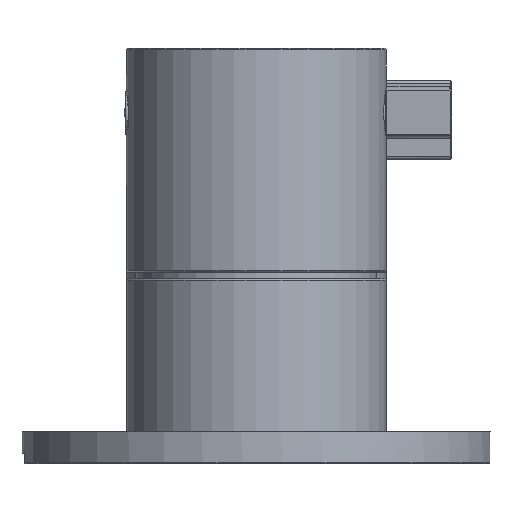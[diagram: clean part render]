
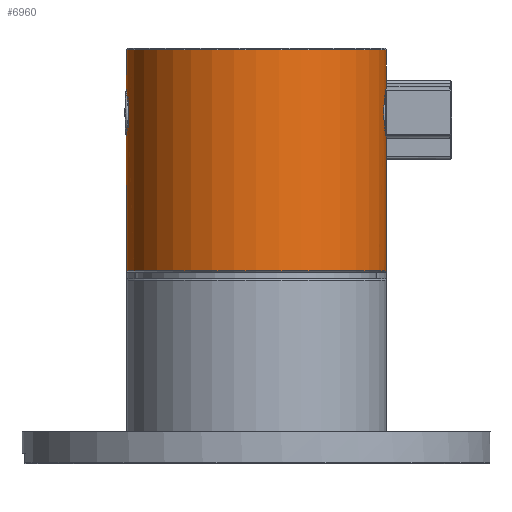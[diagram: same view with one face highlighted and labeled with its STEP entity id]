
A CAD part, front view. The second image highlights one B-rep face of the part: STEP entity #6960.
In plain terms, the highlighted cylindrical face has radius 20 mm (diameter 40 mm), a full revolution.
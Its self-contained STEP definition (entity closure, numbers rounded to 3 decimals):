
#1404=CYLINDRICAL_SURFACE('',#9363,20.);
#1582=CIRCLE('',#9362,20.);
#1583=CIRCLE('',#9364,20.);
#2381=ORIENTED_EDGE('',*,*,#4002,.T.);
#2382=ORIENTED_EDGE('',*,*,#3742,.F.);
#2383=ORIENTED_EDGE('',*,*,#4001,.T.);
#2384=ORIENTED_EDGE('',*,*,#3999,.T.);
#3742=EDGE_CURVE('',#5502,#5502,#4660,.T.);
#3999=EDGE_CURVE('',#5665,#5665,#4711,.T.);
#4001=EDGE_CURVE('',#5667,#5667,#1582,.T.);
#4002=EDGE_CURVE('',#5668,#5668,#1583,.T.);
#4660=B_SPLINE_CURVE_WITH_KNOTS('',3,(#11935,#11936,#11937,#11938,#11939,
#11940,#11941,#11942,#11943,#11944,#11945),.UNSPECIFIED.,.T.,.F.,(1,1,1,
1,1,1,1,1,1,1,1,1,1,1,1),(-0.008,-0.006,-0.003,
0.,0.003,0.006,0.008,0.011,
0.014,0.017,0.019,0.022,
0.025,0.028,0.031),.UNSPECIFIED.);
#4711=B_SPLINE_CURVE_WITH_KNOTS('',3,(#12724,#12725,#12726,#12727,#12728,
#12729,#12730,#12731,#12732,#12733,#12734),.UNSPECIFIED.,.T.,.F.,(1,1,1,
1,1,1,1,1,1,1,1,1,1,1,1),(-0.01,-0.006,-0.003,
0.,0.003,0.006,0.01,0.013,
0.016,0.019,0.022,0.025,0.029,
0.032,0.035),.UNSPECIFIED.);
#5013=EDGE_LOOP('',(#2381));
#5014=EDGE_LOOP('',(#2382));
#5015=EDGE_LOOP('',(#2383));
#5016=EDGE_LOOP('',(#2384));
#5502=VERTEX_POINT('',#11946);
#5665=VERTEX_POINT('',#12735);
#5667=VERTEX_POINT('',#12741);
#5668=VERTEX_POINT('',#12744);
#6319=FACE_BOUND('',#5013,.T.);
#6320=FACE_BOUND('',#5014,.T.);
#6321=FACE_BOUND('',#5015,.T.);
#6322=FACE_BOUND('',#5016,.T.);
#6960=ADVANCED_FACE('',(#6319,#6320,#6321,#6322),#1404,.T.);
#9362=AXIS2_PLACEMENT_3D('',#12740,#10493,#10494);
#9363=AXIS2_PLACEMENT_3D('',#12742,#10495,#10496);
#9364=AXIS2_PLACEMENT_3D('',#12743,#10497,#10498);
#10493=DIRECTION('',(0.,-1.,0.));
#10494=DIRECTION('',(-1.,0.,0.));
#10495=DIRECTION('',(0.,-1.,0.));
#10496=DIRECTION('',(-1.,0.,0.));
#10497=DIRECTION('',(0.,1.,0.));
#10498=DIRECTION('',(0.,0.,-1.));
#11935=CARTESIAN_POINT('',(2.784,21.719,-19.842));
#11936=CARTESIAN_POINT('',(-0.001,20.565,-20.079));
#11937=CARTESIAN_POINT('',(-2.782,21.72,-19.842));
#11938=CARTESIAN_POINT('',(-3.933,24.496,-19.602));
#11939=CARTESIAN_POINT('',(-2.784,27.28,-19.842));
#11940=CARTESIAN_POINT('',(0.001,28.435,-20.079));
#11941=CARTESIAN_POINT('',(2.782,27.28,-19.842));
#11942=CARTESIAN_POINT('',(3.933,24.504,-19.602));
#11943=CARTESIAN_POINT('',(2.784,21.719,-19.842));
#11944=CARTESIAN_POINT('',(-0.001,20.565,-20.079));
#11945=CARTESIAN_POINT('',(-2.782,21.72,-19.842));
#11946=CARTESIAN_POINT('',(0.,20.95,-20.));
#12724=CARTESIAN_POINT('',(3.172,27.676,19.795));
#12725=CARTESIAN_POINT('',(4.489,24.499,19.481));
#12726=CARTESIAN_POINT('',(3.172,21.326,19.795));
#12727=CARTESIAN_POINT('',(0.005,20.012,20.102));
#12728=CARTESIAN_POINT('',(-3.172,21.324,19.795));
#12729=CARTESIAN_POINT('',(-4.489,24.501,19.481));
#12730=CARTESIAN_POINT('',(-3.172,27.674,19.795));
#12731=CARTESIAN_POINT('',(-0.005,28.988,20.102));
#12732=CARTESIAN_POINT('',(3.172,27.676,19.795));
#12733=CARTESIAN_POINT('',(4.489,24.499,19.481));
#12734=CARTESIAN_POINT('',(3.172,21.326,19.795));
#12735=CARTESIAN_POINT('',(4.05,24.5,19.586));
#12740=CARTESIAN_POINT('',(0.,34.2,0.));
#12741=CARTESIAN_POINT('',(-20.,34.2,0.));
#12742=CARTESIAN_POINT('',(0.,36.12,0.));
#12743=CARTESIAN_POINT('',(0.,0.2,0.));
#12744=CARTESIAN_POINT('',(0.,0.2,-20.));
